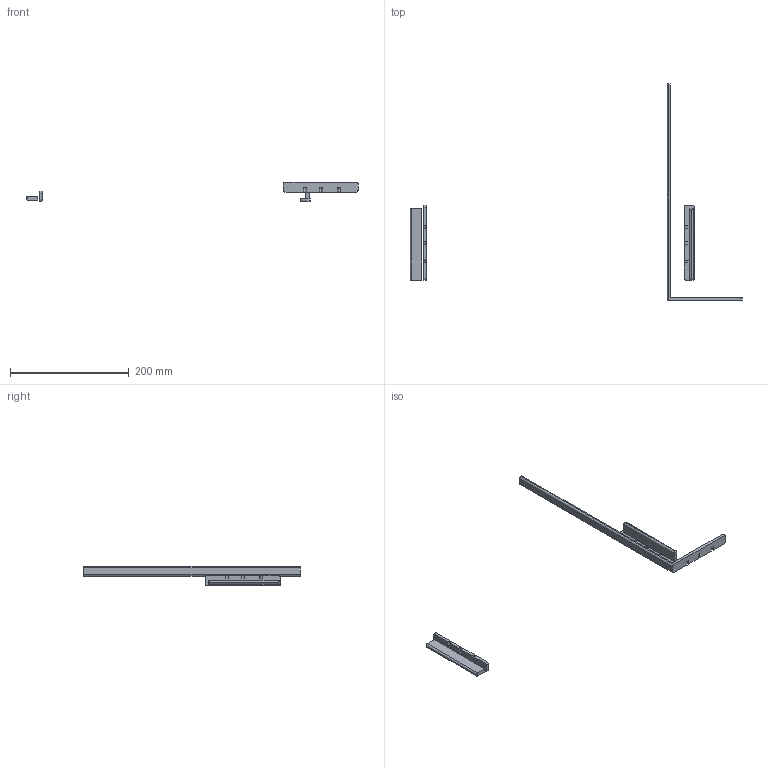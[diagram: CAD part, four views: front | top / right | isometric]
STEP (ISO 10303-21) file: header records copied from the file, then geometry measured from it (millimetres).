
FILE_DESCRIPTION(/* description */ ('STEP AP242','CAx-IF Rec.Pracs.---Representation and Presentation of Product Manufacturing Information (PMI)---4.0---2014-10-13','CAx-IF Rec.Pracs.---3D Tessellated Geometry---0.4---2014-09-14','2;1'),/* implementation_level */ '2;1');
FILE_NAME(/* name */ '685f7c70aab1554a1199e5aa',/* time_stamp */ '2025-06-28T05:24:00Z',/* author */ (''),/* organization */ (''),/* preprocessor_version */ 'ST-DEVELOPER v20',/* originating_system */ 'ONSHAPE BY PTC INC, 1.200',/* authorisation */ ' ');
FILE_SCHEMA (('AP242_MANAGED_MODEL_BASED_3D_ENGINEERING_MIM_LF { 1 0 10303 442 1 1 4 }'));
Length unit declared in the file: metre
Products named in the file (6): Part 18; Part 16; Part 2; Part 13; Part 19; Part 3
Bounding box: 560.12 x 365 x 33.3 mm (x, y, z)
Volume: 90150.4 mm3; surface area: 47494.8 mm2
Topology: 6 solids, 6 shells, 102 faces, 254 edges, 165 vertices
Faces by surface type: plane 65, cylinder 37
Entity records: 3169 total; most frequent: DIRECTION 534, CARTESIAN_POINT 527, ORIENTED_EDGE 508, EDGE_CURVE 254, LINE 190, VECTOR 190, AXIS2_PLACEMENT_3D 172, VERTEX_POINT 165
